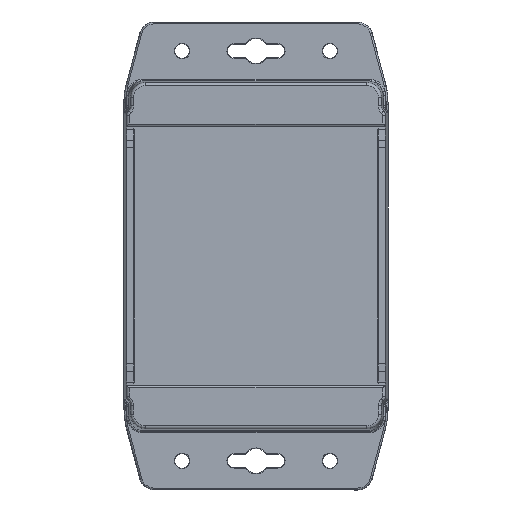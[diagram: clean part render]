
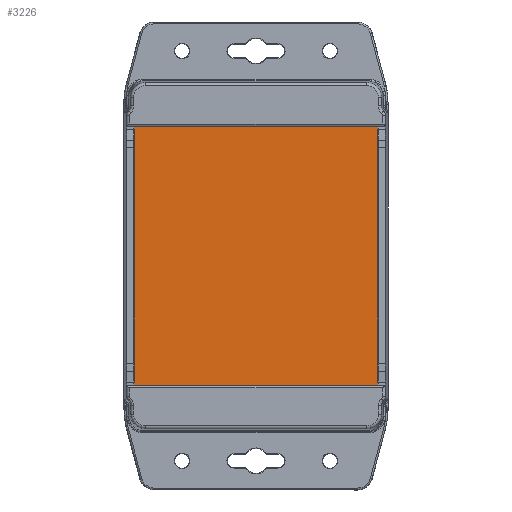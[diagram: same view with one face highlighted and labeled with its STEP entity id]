
A CAD part, top view. The second image highlights one B-rep face of the part: STEP entity #3226.
In plain terms, the highlighted planar face has unit normal (0, 0, 1).
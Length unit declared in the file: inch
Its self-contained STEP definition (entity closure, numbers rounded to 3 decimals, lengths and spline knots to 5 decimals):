
#480 = LINE ( 'NONE', #11312, #18207 ) ;
#544 = EDGE_CURVE ( 'NONE', #28132, #35004, #2542, .T. ) ;
#1130 = EDGE_CURVE ( 'NONE', #1708, #6241, #30786, .T. ) ;
#1708 = VERTEX_POINT ( 'NONE', #10508 ) ;
#2542 = LINE ( 'NONE', #21365, #16241 ) ;
#2682 = VERTEX_POINT ( 'NONE', #8908 ) ;
#3142 = CARTESIAN_POINT ( 'NONE',  ( -1.529, -0.27944, 0.81496 ) ) ;
#3226 = ADVANCED_FACE ( 'NONE', ( #15605 ), #29456, .F. ) ;
#4150 = VECTOR ( 'NONE', #18297, 39.37008 ) ;
#5434 = VERTEX_POINT ( 'NONE', #19806 ) ;
#5705 = CARTESIAN_POINT ( 'NONE',  ( -3.17756, -3.73668, 0.81496 ) ) ;
#5839 = ORIENTED_EDGE ( 'NONE', *, *, #20562, .F. ) ;
#6148 = DIRECTION ( 'NONE',  ( -0.091, 0.996, 0. ) ) ;
#6241 = VERTEX_POINT ( 'NONE', #26046 ) ;
#6493 = ORIENTED_EDGE ( 'NONE', *, *, #544, .F. ) ;
#7243 = DIRECTION ( 'NONE',  ( 0., -1., 0. ) ) ;
#7255 = CARTESIAN_POINT ( 'NONE',  ( -1.529, -3.69782, 0.81496 ) ) ;
#7854 = DIRECTION ( 'NONE',  ( 0., -1., 0. ) ) ;
#8908 = CARTESIAN_POINT ( 'NONE',  ( 0.11956, -0.27944, 0.81496 ) ) ;
#10151 = VECTOR ( 'NONE', #20259, 39.37008 ) ;
#10508 = CARTESIAN_POINT ( 'NONE',  ( -3.17756, -0.24058, 0.81496 ) ) ;
#10706 = CARTESIAN_POINT ( 'NONE',  ( -1.529, -0.27944, 0.81496 ) ) ;
#11143 = LINE ( 'NONE', #22629, #46398 ) ;
#11302 = EDGE_CURVE ( 'NONE', #11739, #2682, #44058, .T. ) ;
#11312 = CARTESIAN_POINT ( 'NONE',  ( 0.11956, -0.24058, 0.81496 ) ) ;
#11739 = VERTEX_POINT ( 'NONE', #19999 ) ;
#11832 = AXIS2_PLACEMENT_3D ( 'NONE', #22424, #26884, #7854 ) ;
#12393 = VECTOR ( 'NONE', #42215, 39.37008 ) ;
#12492 = ORIENTED_EDGE ( 'NONE', *, *, #16558, .T. ) ;
#13274 = VECTOR ( 'NONE', #31153, 39.37008 ) ;
#13453 = VERTEX_POINT ( 'NONE', #15133 ) ;
#13644 = CARTESIAN_POINT ( 'NONE',  ( -3.17756, -0.24058, 0.81496 ) ) ;
#14689 = LINE ( 'NONE', #10706, #16204 ) ;
#15133 = CARTESIAN_POINT ( 'NONE',  ( -3.18109, -3.69782, 0.81496 ) ) ;
#15605 = FACE_OUTER_BOUND ( 'NONE', #24915, .T. ) ;
#16204 = VECTOR ( 'NONE', #25044, 39.37008 ) ;
#16241 = VECTOR ( 'NONE', #17596, 39.37008 ) ;
#16370 = ORIENTED_EDGE ( 'NONE', *, *, #20380, .F. ) ;
#16558 = EDGE_CURVE ( 'NONE', #42758, #23385, #28387, .T. ) ;
#16824 = LINE ( 'NONE', #3142, #13274 ) ;
#17596 = DIRECTION ( 'NONE',  ( -1., 0., 0. ) ) ;
#18207 = VECTOR ( 'NONE', #43074, 39.37008 ) ;
#18297 = DIRECTION ( 'NONE',  ( 1., 0., 0. ) ) ;
#18792 = VECTOR ( 'NONE', #30143, 39.37008 ) ;
#19806 = CARTESIAN_POINT ( 'NONE',  ( 0.1231, -0.27944, 0.81496 ) ) ;
#19999 = CARTESIAN_POINT ( 'NONE',  ( 0.11956, -3.69782, 0.81496 ) ) ;
#20259 = DIRECTION ( 'NONE',  ( -0.091, -0.996, 0. ) ) ;
#20380 = EDGE_CURVE ( 'NONE', #11739, #43842, #39504, .T. ) ;
#20510 = LINE ( 'NONE', #5705, #34096 ) ;
#20562 = EDGE_CURVE ( 'NONE', #5434, #2682, #14689, .T. ) ;
#21109 = CARTESIAN_POINT ( 'NONE',  ( -3.17756, -0.24007, 0.81496 ) ) ;
#21365 = CARTESIAN_POINT ( 'NONE',  ( -1.529, -3.73668, 0.81496 ) ) ;
#21711 = DIRECTION ( 'NONE',  ( 0.091, 0.996, 0. ) ) ;
#22424 = CARTESIAN_POINT ( 'NONE',  ( -1.529, -1.98863, 0.81496 ) ) ;
#22629 = CARTESIAN_POINT ( 'NONE',  ( 0.11956, -3.73668, 0.81496 ) ) ;
#23385 = VERTEX_POINT ( 'NONE', #45983 ) ;
#24324 = ORIENTED_EDGE ( 'NONE', *, *, #38273, .F. ) ;
#24915 = EDGE_LOOP ( 'NONE', ( #16370, #46106, #5839, #35645, #35786, #26352, #42506, #12492, #24324, #32039, #6493, #37353 ) ) ;
#25044 = DIRECTION ( 'NONE',  ( -1., 0., 0. ) ) ;
#26046 = CARTESIAN_POINT ( 'NONE',  ( 0.11956, -0.24058, 0.81496 ) ) ;
#26352 = ORIENTED_EDGE ( 'NONE', *, *, #27776, .T. ) ;
#26884 = DIRECTION ( 'NONE',  ( 0., 0., -1. ) ) ;
#27695 = CARTESIAN_POINT ( 'NONE',  ( 0.11956, -3.73668, 0.81496 ) ) ;
#27776 = EDGE_CURVE ( 'NONE', #1708, #39068, #38853, .T. ) ;
#28132 = VERTEX_POINT ( 'NONE', #27695 ) ;
#28186 = CARTESIAN_POINT ( 'NONE',  ( -3.18109, -0.27944, 0.81496 ) ) ;
#28387 = LINE ( 'NONE', #21109, #34007 ) ;
#28523 = LINE ( 'NONE', #38941, #12393 ) ;
#29456 = PLANE ( 'NONE',  #11832 ) ;
#30143 = DIRECTION ( 'NONE',  ( 0., 1., 0. ) ) ;
#30786 = LINE ( 'NONE', #44455, #42636 ) ;
#31153 = DIRECTION ( 'NONE',  ( -1., 0., 0. ) ) ;
#32039 = ORIENTED_EDGE ( 'NONE', *, *, #46561, .F. ) ;
#33460 = CARTESIAN_POINT ( 'NONE',  ( 0.11956, -3.73719, 0.81496 ) ) ;
#33641 = DIRECTION ( 'NONE',  ( 1., 0., 0. ) ) ;
#33662 = EDGE_CURVE ( 'NONE', #28132, #43842, #11143, .T. ) ;
#34007 = VECTOR ( 'NONE', #7243, 39.37008 ) ;
#34096 = VECTOR ( 'NONE', #6148, 39.37008 ) ;
#35004 = VERTEX_POINT ( 'NONE', #43596 ) ;
#35645 = ORIENTED_EDGE ( 'NONE', *, *, #45354, .F. ) ;
#35786 = ORIENTED_EDGE ( 'NONE', *, *, #1130, .F. ) ;
#37353 = ORIENTED_EDGE ( 'NONE', *, *, #33662, .T. ) ;
#38273 = EDGE_CURVE ( 'NONE', #13453, #23385, #28523, .T. ) ;
#38853 = LINE ( 'NONE', #13644, #10151 ) ;
#38941 = CARTESIAN_POINT ( 'NONE',  ( -1.529, -3.69782, 0.81496 ) ) ;
#39068 = VERTEX_POINT ( 'NONE', #28186 ) ;
#39504 = LINE ( 'NONE', #7255, #4150 ) ;
#40894 = EDGE_CURVE ( 'NONE', #42758, #39068, #16824, .T. ) ;
#42215 = DIRECTION ( 'NONE',  ( 1., 0., 0. ) ) ;
#42506 = ORIENTED_EDGE ( 'NONE', *, *, #40894, .F. ) ;
#42636 = VECTOR ( 'NONE', #33641, 39.37008 ) ;
#42758 = VERTEX_POINT ( 'NONE', #45642 ) ;
#43074 = DIRECTION ( 'NONE',  ( 0.091, -0.996, 0. ) ) ;
#43596 = CARTESIAN_POINT ( 'NONE',  ( -3.17756, -3.73668, 0.81496 ) ) ;
#43632 = CARTESIAN_POINT ( 'NONE',  ( 0.1231, -3.69782, 0.81496 ) ) ;
#43842 = VERTEX_POINT ( 'NONE', #43632 ) ;
#44058 = LINE ( 'NONE', #33460, #18792 ) ;
#44455 = CARTESIAN_POINT ( 'NONE',  ( -1.529, -0.24058, 0.81496 ) ) ;
#45354 = EDGE_CURVE ( 'NONE', #6241, #5434, #480, .T. ) ;
#45642 = CARTESIAN_POINT ( 'NONE',  ( -3.17756, -0.27944, 0.81496 ) ) ;
#45983 = CARTESIAN_POINT ( 'NONE',  ( -3.17756, -3.69782, 0.81496 ) ) ;
#46106 = ORIENTED_EDGE ( 'NONE', *, *, #11302, .T. ) ;
#46398 = VECTOR ( 'NONE', #21711, 39.37008 ) ;
#46561 = EDGE_CURVE ( 'NONE', #35004, #13453, #20510, .T. ) ;
